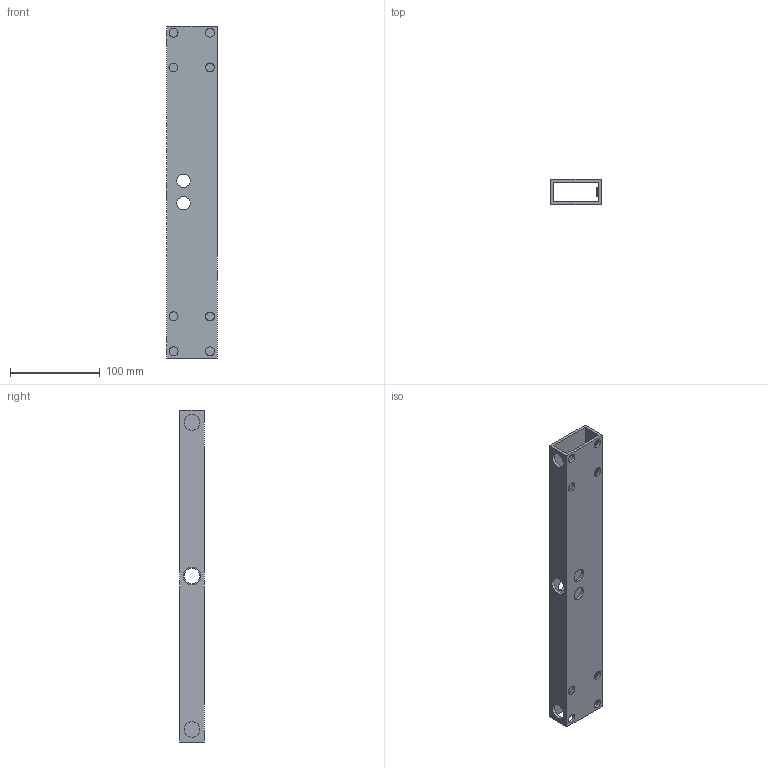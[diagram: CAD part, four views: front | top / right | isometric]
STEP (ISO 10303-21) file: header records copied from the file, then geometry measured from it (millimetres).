
FILE_DESCRIPTION (( 'STEP AP214' ), '1' );
FILE_NAME ('Horizontal Rod.STEP', '2021-06-04T15:33:03', ( '' ), ( '' ), 'SwSTEP 2.0', 'SolidWorks 2020', '' );
FILE_SCHEMA (( 'AUTOMOTIVE_DESIGN' ));
Length unit declared in the file: millimetre
Products named in the file (1): Horizontal Rod
Bounding box: 56.25 x 27.5 x 370 mm (x, y, z)
Volume: 165040.2 mm3; surface area: 113568.7 mm2
Topology: 1 solids, 1 shells, 142 faces, 418 edges, 274 vertices
Faces by surface type: cylinder 118, plane 18, bspline 6
Entity records: 9090 total; most frequent: CARTESIAN_POINT 5645, ORIENTED_EDGE 836, DIRECTION 608, EDGE_CURVE 418, VERTEX_POINT 274, AXIS2_PLACEMENT_3D 219, EDGE_LOOP 176, LINE 170
